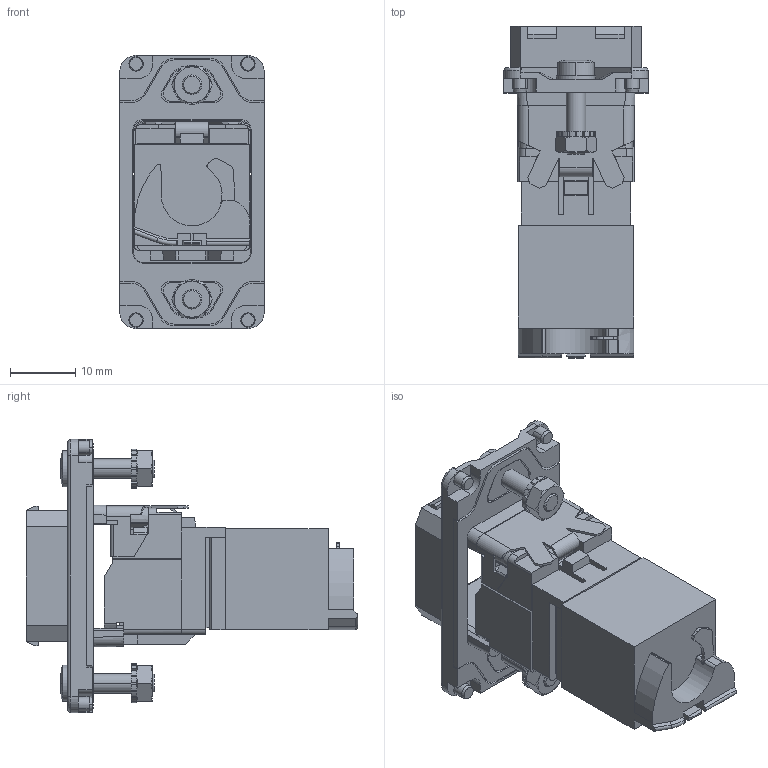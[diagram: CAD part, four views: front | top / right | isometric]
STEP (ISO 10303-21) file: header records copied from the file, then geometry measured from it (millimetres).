
FILE_DESCRIPTION(('Creo Elements/Direct Modeling STEP Export'),'2;1');
FILE_NAME('model.stp','2020-07-21T14:12:16',(''),(''),'Creo Elements/Direct Modeling STEP processor for AP214 (Solid Model)','Creo Elements/Direct Modeling 20.1A 29-Sep-2018 (C) Parametric Technology GmbH','');
FILE_SCHEMA(('AUTOMOTIVE_DESIGN { 1 0 10303 214 1 1 1 1 }'));
Length unit declared in the file: millimetre
Products named in the file (2): CUC-V14-F1ZNI-AR; CUC-V14-F1ZNI-EM_R4F8
Assembly tree (1 placements, depth 2):
  CUC-V14-F1ZNI-EM_R4F8
    CUC-V14-F1ZNI-AR
Bounding box: 22.2 x 51.02 x 42 mm (x, y, z)
Volume: 11552.2 mm3; surface area: 8711.9 mm2
Topology: 1 solids, 1 shells, 926 faces, 2596 edges, 1682 vertices
Faces by surface type: plane 654, cylinder 217, cone 39, torus 13, extrusion 3
Entity records: 36961 total; most frequent: CARTESIAN_POINT 6287, ORIENTED_EDGE 5192, DIRECTION 4444, EDGE_CURVE 2596, VECTOR 1894, LINE 1891, VERTEX_POINT 1682, AXIS2_PLACEMENT_3D 1275
